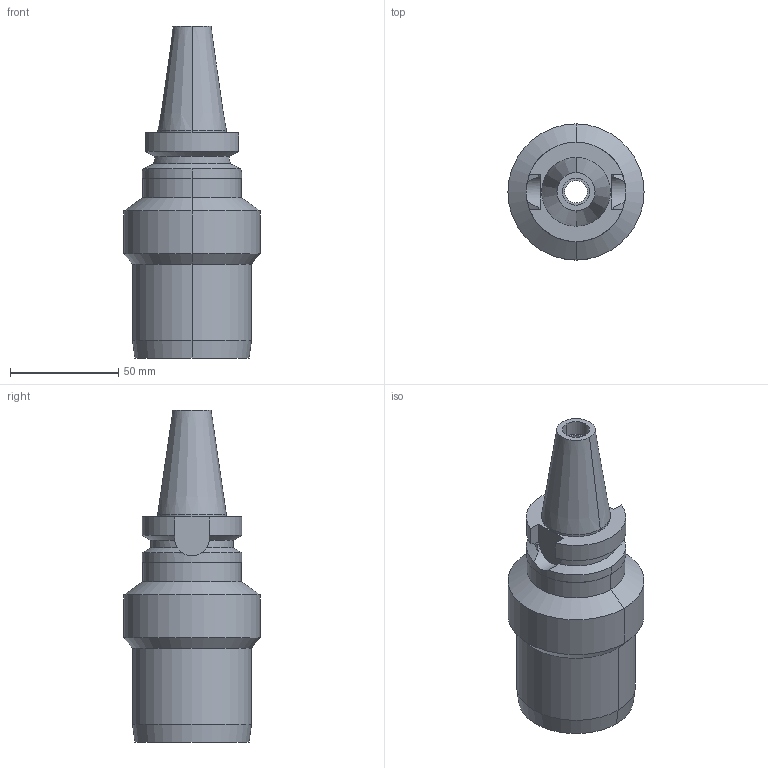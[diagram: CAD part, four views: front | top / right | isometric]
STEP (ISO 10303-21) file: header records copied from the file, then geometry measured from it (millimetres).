
FILE_DESCRIPTION((''),'2;1');
FILE_NAME('BBT30-HDC25-105','2018-07-12T',('ykawabe'),(''),'CREO PARAMETRIC BY PTC INC, 2016380','CREO PARAMETRIC BY PTC INC, 2016380','');
FILE_SCHEMA(('AUTOMOTIVE_DESIGN { 1 0 10303 214 1 1 1 1 }'));
Length unit declared in the file: millimetre
Products named in the file (1): BBT30-HDC25-105
Bounding box: 62.9 x 62.9 x 153.4 mm (x, y, z)
Volume: 207947.7 mm3; surface area: 35849.3 mm2
Topology: 1 solids, 1 shells, 54 faces, 135 edges, 89 vertices
Faces by surface type: cylinder 28, plane 14, cone 12
Entity records: 2351 total; most frequent: CARTESIAN_POINT 365, DIRECTION 302, ORIENTED_EDGE 270, PRESENTATION_STYLE_ASSIGNMENT 140, STYLED_ITEM 140, CURVE_STYLE 139, EDGE_CURVE 135, AXIS2_PLACEMENT_3D 127
